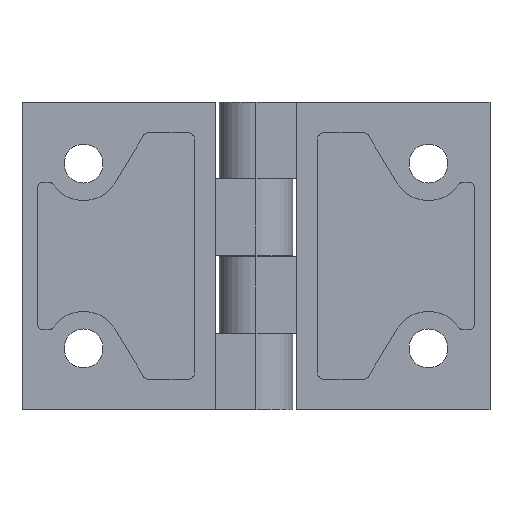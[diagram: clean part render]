
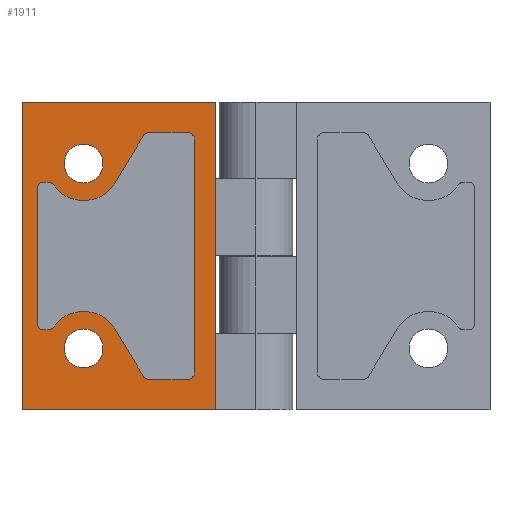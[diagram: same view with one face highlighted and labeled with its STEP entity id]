
A CAD part, front view. The second image highlights one B-rep face of the part: STEP entity #1911.
In plain terms, the highlighted planar face has unit normal (0, -1, 0).
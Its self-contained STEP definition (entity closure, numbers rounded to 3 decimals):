
#48=PLANE('',#2044);
#150=LINE('',#2920,#340);
#151=LINE('',#2923,#341);
#152=LINE('',#2925,#342);
#153=LINE('',#2926,#343);
#154=LINE('',#2933,#344);
#155=LINE('',#2937,#345);
#156=LINE('',#2941,#346);
#157=LINE('',#2944,#347);
#158=LINE('',#2948,#348);
#159=LINE('',#2952,#349);
#160=LINE('',#2956,#350);
#161=LINE('',#2959,#351);
#340=VECTOR('',#2322,50.);
#341=VECTOR('',#2325,31.5);
#342=VECTOR('',#2326,50.);
#343=VECTOR('',#2327,31.5);
#344=VECTOR('',#2332,0.755);
#345=VECTOR('',#2335,22.);
#346=VECTOR('',#2338,0.755);
#347=VECTOR('',#2341,8.868);
#348=VECTOR('',#2344,6.434);
#349=VECTOR('',#2347,38.);
#350=VECTOR('',#2350,6.434);
#351=VECTOR('',#2353,8.868);
#498=FACE_BOUND('',#660,.T.);
#499=FACE_BOUND('',#661,.T.);
#500=FACE_BOUND('',#662,.T.);
#541=FACE_OUTER_BOUND('',#659,.T.);
#659=EDGE_LOOP('',(#1394,#1395,#1396,#1397));
#660=EDGE_LOOP('',(#1398,#1399,#1400,#1401,#1402,#1403,#1404,#1405,#1406,
#1407,#1408,#1409,#1410,#1411,#1412,#1413,#1414,#1415));
#661=EDGE_LOOP('',(#1416));
#662=EDGE_LOOP('',(#1417));
#778=CIRCLE('',#2013,6.);
#779=CIRCLE('',#2015,3.15);
#782=CIRCLE('',#2020,3.15);
#793=CIRCLE('',#2045,6.);
#794=CIRCLE('',#2046,1.);
#795=CIRCLE('',#2047,1.);
#796=CIRCLE('',#2048,1.);
#797=CIRCLE('',#2049,1.);
#798=CIRCLE('',#2050,1.);
#799=CIRCLE('',#2051,1.);
#800=CIRCLE('',#2052,1.);
#801=CIRCLE('',#2053,1.);
#860=VERTEX_POINT('',#2800);
#861=VERTEX_POINT('',#2802);
#862=VERTEX_POINT('',#2806);
#865=VERTEX_POINT('',#2814);
#905=VERTEX_POINT('',#2914);
#907=VERTEX_POINT('',#2918);
#908=VERTEX_POINT('',#2922);
#909=VERTEX_POINT('',#2924);
#910=VERTEX_POINT('',#2927);
#911=VERTEX_POINT('',#2928);
#912=VERTEX_POINT('',#2930);
#913=VERTEX_POINT('',#2932);
#914=VERTEX_POINT('',#2934);
#915=VERTEX_POINT('',#2936);
#916=VERTEX_POINT('',#2938);
#917=VERTEX_POINT('',#2940);
#918=VERTEX_POINT('',#2943);
#919=VERTEX_POINT('',#2945);
#920=VERTEX_POINT('',#2947);
#921=VERTEX_POINT('',#2949);
#922=VERTEX_POINT('',#2951);
#923=VERTEX_POINT('',#2953);
#924=VERTEX_POINT('',#2955);
#925=VERTEX_POINT('',#2957);
#1047=EDGE_CURVE('',#860,#861,#778,.T.);
#1049=EDGE_CURVE('',#862,#862,#779,.T.);
#1052=EDGE_CURVE('',#865,#865,#782,.T.);
#1102=EDGE_CURVE('',#905,#907,#150,.T.);
#1103=EDGE_CURVE('',#907,#908,#151,.T.);
#1104=EDGE_CURVE('',#909,#908,#152,.T.);
#1105=EDGE_CURVE('',#905,#909,#153,.T.);
#1106=EDGE_CURVE('',#910,#911,#793,.T.);
#1107=EDGE_CURVE('',#910,#912,#794,.T.);
#1108=EDGE_CURVE('',#913,#912,#154,.T.);
#1109=EDGE_CURVE('',#913,#914,#795,.T.);
#1110=EDGE_CURVE('',#915,#914,#155,.T.);
#1111=EDGE_CURVE('',#915,#916,#796,.T.);
#1112=EDGE_CURVE('',#917,#916,#156,.T.);
#1113=EDGE_CURVE('',#917,#861,#797,.T.);
#1114=EDGE_CURVE('',#918,#860,#157,.T.);
#1115=EDGE_CURVE('',#918,#919,#798,.T.);
#1116=EDGE_CURVE('',#920,#919,#158,.T.);
#1117=EDGE_CURVE('',#920,#921,#799,.T.);
#1118=EDGE_CURVE('',#922,#921,#159,.T.);
#1119=EDGE_CURVE('',#922,#923,#800,.T.);
#1120=EDGE_CURVE('',#924,#923,#160,.T.);
#1121=EDGE_CURVE('',#924,#925,#801,.T.);
#1122=EDGE_CURVE('',#911,#925,#161,.T.);
#1394=ORIENTED_EDGE('',*,*,#1103,.T.);
#1395=ORIENTED_EDGE('',*,*,#1104,.F.);
#1396=ORIENTED_EDGE('',*,*,#1105,.F.);
#1397=ORIENTED_EDGE('',*,*,#1102,.T.);
#1398=ORIENTED_EDGE('',*,*,#1106,.F.);
#1399=ORIENTED_EDGE('',*,*,#1107,.T.);
#1400=ORIENTED_EDGE('',*,*,#1108,.F.);
#1401=ORIENTED_EDGE('',*,*,#1109,.T.);
#1402=ORIENTED_EDGE('',*,*,#1110,.F.);
#1403=ORIENTED_EDGE('',*,*,#1111,.T.);
#1404=ORIENTED_EDGE('',*,*,#1112,.F.);
#1405=ORIENTED_EDGE('',*,*,#1113,.T.);
#1406=ORIENTED_EDGE('',*,*,#1047,.F.);
#1407=ORIENTED_EDGE('',*,*,#1114,.F.);
#1408=ORIENTED_EDGE('',*,*,#1115,.T.);
#1409=ORIENTED_EDGE('',*,*,#1116,.F.);
#1410=ORIENTED_EDGE('',*,*,#1117,.T.);
#1411=ORIENTED_EDGE('',*,*,#1118,.F.);
#1412=ORIENTED_EDGE('',*,*,#1119,.T.);
#1413=ORIENTED_EDGE('',*,*,#1120,.F.);
#1414=ORIENTED_EDGE('',*,*,#1121,.T.);
#1415=ORIENTED_EDGE('',*,*,#1122,.F.);
#1416=ORIENTED_EDGE('',*,*,#1049,.F.);
#1417=ORIENTED_EDGE('',*,*,#1052,.T.);
#1911=ADVANCED_FACE('',(#541,#498,#499,#500),#48,.F.);
#2013=AXIS2_PLACEMENT_3D('',#2803,#2220,#2221);
#2015=AXIS2_PLACEMENT_3D('',#2807,#2225,#2226);
#2020=AXIS2_PLACEMENT_3D('',#2815,#2235,#2236);
#2044=AXIS2_PLACEMENT_3D('',#2921,#2323,#2324);
#2045=AXIS2_PLACEMENT_3D('',#2929,#2328,#2329);
#2046=AXIS2_PLACEMENT_3D('',#2931,#2330,#2331);
#2047=AXIS2_PLACEMENT_3D('',#2935,#2333,#2334);
#2048=AXIS2_PLACEMENT_3D('',#2939,#2336,#2337);
#2049=AXIS2_PLACEMENT_3D('',#2942,#2339,#2340);
#2050=AXIS2_PLACEMENT_3D('',#2946,#2342,#2343);
#2051=AXIS2_PLACEMENT_3D('',#2950,#2345,#2346);
#2052=AXIS2_PLACEMENT_3D('',#2954,#2348,#2349);
#2053=AXIS2_PLACEMENT_3D('',#2958,#2351,#2352);
#2220=DIRECTION('center_axis',(0.,1.,0.));
#2221=DIRECTION('ref_axis',(0.,0.,1.));
#2225=DIRECTION('center_axis',(0.,-1.,0.));
#2226=DIRECTION('ref_axis',(0.,0.,-1.));
#2235=DIRECTION('center_axis',(0.,1.,0.));
#2236=DIRECTION('ref_axis',(0.,0.,1.));
#2322=DIRECTION('',(0.,0.,-1.));
#2323=DIRECTION('center_axis',(0.,1.,0.));
#2324=DIRECTION('ref_axis',(0.,0.,1.));
#2325=DIRECTION('',(1.,0.,0.));
#2326=DIRECTION('',(0.,0.,-1.));
#2327=DIRECTION('',(1.,0.,0.));
#2328=DIRECTION('center_axis',(0.,1.,0.));
#2329=DIRECTION('ref_axis',(0.,0.,-1.));
#2330=DIRECTION('center_axis',(0.,1.,0.));
#2331=DIRECTION('ref_axis',(0.,0.,1.));
#2332=DIRECTION('',(1.,0.,0.));
#2333=DIRECTION('center_axis',(0.,1.,0.));
#2334=DIRECTION('ref_axis',(0.,0.,1.));
#2335=DIRECTION('',(0.,0.,-1.));
#2336=DIRECTION('center_axis',(0.,1.,0.));
#2337=DIRECTION('ref_axis',(0.,0.,1.));
#2338=DIRECTION('',(-1.,0.,0.));
#2339=DIRECTION('center_axis',(0.,1.,0.));
#2340=DIRECTION('ref_axis',(0.,0.,1.));
#2341=DIRECTION('',(-0.515,0.,-0.857));
#2342=DIRECTION('center_axis',(0.,1.,0.));
#2343=DIRECTION('ref_axis',(0.,0.,1.));
#2344=DIRECTION('',(-1.,0.,0.));
#2345=DIRECTION('center_axis',(0.,1.,0.));
#2346=DIRECTION('ref_axis',(0.,0.,1.));
#2347=DIRECTION('',(0.,0.,1.));
#2348=DIRECTION('center_axis',(0.,1.,0.));
#2349=DIRECTION('ref_axis',(0.,0.,1.));
#2350=DIRECTION('',(1.,0.,0.));
#2351=DIRECTION('center_axis',(0.,1.,0.));
#2352=DIRECTION('ref_axis',(0.,0.,1.));
#2353=DIRECTION('',(0.515,0.,-0.857));
#2800=CARTESIAN_POINT('',(-22.856,-6.5,11.912));
#2802=CARTESIAN_POINT('',(-32.924,-6.5,11.571));
#2803=CARTESIAN_POINT('Origin',(-28.,-6.5,15.));
#2806=CARTESIAN_POINT('',(-28.,-6.5,-18.15));
#2807=CARTESIAN_POINT('Origin',(-28.,-6.5,-15.));
#2814=CARTESIAN_POINT('',(-28.,-6.5,18.15));
#2815=CARTESIAN_POINT('Origin',(-28.,-6.5,15.));
#2914=CARTESIAN_POINT('',(-38.,-6.5,25.));
#2918=CARTESIAN_POINT('',(-38.,-6.5,-25.));
#2920=CARTESIAN_POINT('',(-38.,-6.5,25.));
#2921=CARTESIAN_POINT('Origin',(-38.,-6.5,25.));
#2922=CARTESIAN_POINT('',(-6.5,-6.5,-25.));
#2923=CARTESIAN_POINT('',(-38.,-6.5,-25.));
#2924=CARTESIAN_POINT('',(-6.5,-6.5,25.));
#2925=CARTESIAN_POINT('',(-6.5,-6.5,25.));
#2926=CARTESIAN_POINT('',(-38.,-6.5,25.));
#2927=CARTESIAN_POINT('',(-32.924,-6.5,-11.571));
#2928=CARTESIAN_POINT('',(-22.856,-6.5,-11.912));
#2929=CARTESIAN_POINT('Origin',(-28.,-6.5,-15.));
#2930=CARTESIAN_POINT('',(-33.745,-6.5,-12.));
#2931=CARTESIAN_POINT('Origin',(-33.745,-6.5,-11.));
#2932=CARTESIAN_POINT('',(-34.5,-6.5,-12.));
#2933=CARTESIAN_POINT('',(-35.5,-6.5,-12.));
#2934=CARTESIAN_POINT('',(-35.5,-6.5,-11.));
#2935=CARTESIAN_POINT('Origin',(-34.5,-6.5,-11.));
#2936=CARTESIAN_POINT('',(-35.5,-6.5,11.));
#2937=CARTESIAN_POINT('',(-35.5,-6.5,-12.));
#2938=CARTESIAN_POINT('',(-34.5,-6.5,12.));
#2939=CARTESIAN_POINT('Origin',(-34.5,-6.5,11.));
#2940=CARTESIAN_POINT('',(-33.745,-6.5,12.));
#2941=CARTESIAN_POINT('',(-35.5,-6.5,12.));
#2942=CARTESIAN_POINT('Origin',(-33.745,-6.5,11.));
#2943=CARTESIAN_POINT('',(-18.291,-6.5,19.515));
#2944=CARTESIAN_POINT('',(-18.,-6.5,20.));
#2945=CARTESIAN_POINT('',(-17.434,-6.5,20.));
#2946=CARTESIAN_POINT('Origin',(-17.434,-6.5,19.));
#2947=CARTESIAN_POINT('',(-11.,-6.5,20.));
#2948=CARTESIAN_POINT('',(-10.,-6.5,20.));
#2949=CARTESIAN_POINT('',(-10.,-6.5,19.));
#2950=CARTESIAN_POINT('Origin',(-11.,-6.5,19.));
#2951=CARTESIAN_POINT('',(-10.,-6.5,-19.));
#2952=CARTESIAN_POINT('',(-10.,-6.5,-20.));
#2953=CARTESIAN_POINT('',(-11.,-6.5,-20.));
#2954=CARTESIAN_POINT('Origin',(-11.,-6.5,-19.));
#2955=CARTESIAN_POINT('',(-17.434,-6.5,-20.));
#2956=CARTESIAN_POINT('',(-10.,-6.5,-20.));
#2957=CARTESIAN_POINT('',(-18.291,-6.5,-19.515));
#2958=CARTESIAN_POINT('Origin',(-17.434,-6.5,-19.));
#2959=CARTESIAN_POINT('',(-18.,-6.5,-20.));
